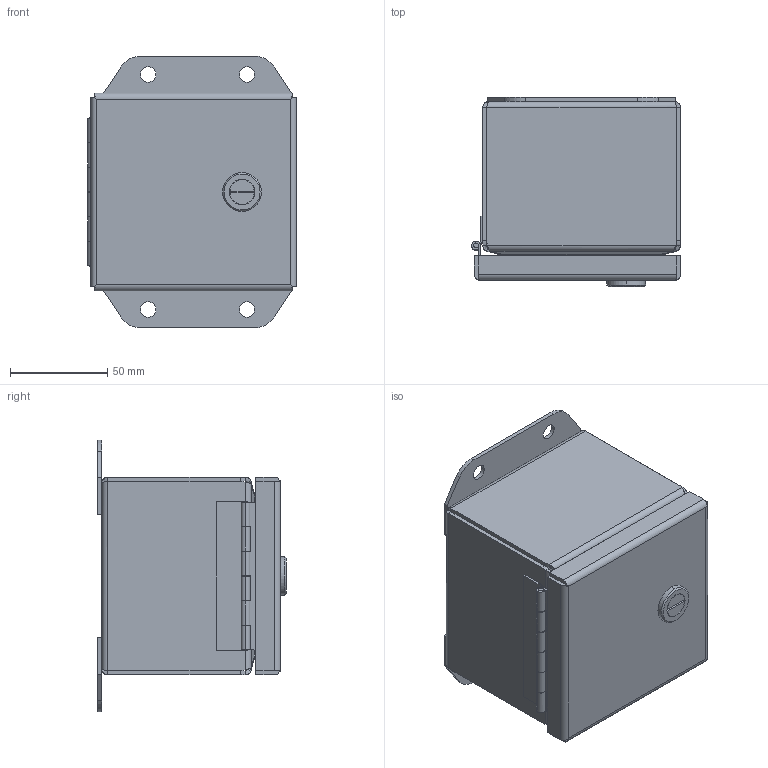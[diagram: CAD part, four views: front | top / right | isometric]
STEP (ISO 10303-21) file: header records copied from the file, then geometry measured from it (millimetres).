
FILE_DESCRIPTION (( 'STEP AP203' ), '1' );
FILE_NAME ('EJ443AL_Default.step', '2019-11-13T18:03:46', ( '' ), ( '' ), 'SwSTEP 2.0', 'SolidWorks 2019', '' );
FILE_SCHEMA (( 'CONFIG_CONTROL_DESIGN' ));
Length unit declared in the file: inch
Products named in the file (1): EJ443AL_Default
Bounding box: 107.34 x 97.03 x 139.7 mm (x, y, z)
Volume: 164204 mm3; surface area: 164156.7 mm2
Topology: 9 solids, 10 shells, 456 faces, 1204 edges, 741 vertices
Faces by surface type: plane 278, cylinder 118, bspline 44, cone 16
Entity records: 15807 total; most frequent: CARTESIAN_POINT 4630, ORIENTED_EDGE 2392, DIRECTION 2188, EDGE_CURVE 1196, LINE 822, VECTOR 822, VERTEX_POINT 741, AXIS2_PLACEMENT_3D 683
